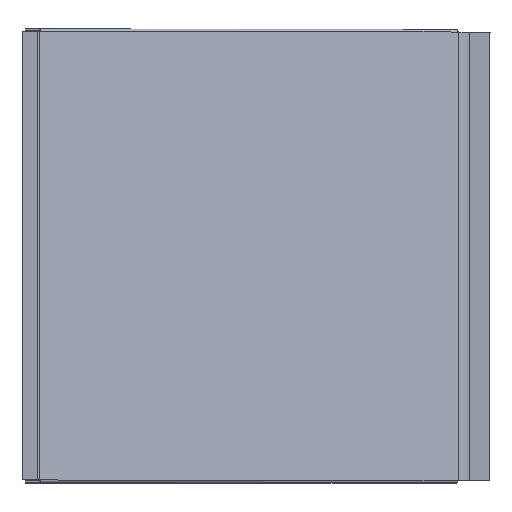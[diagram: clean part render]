
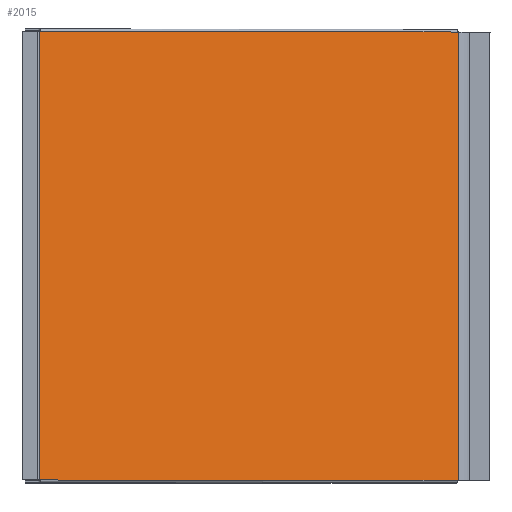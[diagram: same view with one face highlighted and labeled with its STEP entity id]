
A CAD part, top view. The second image highlights one B-rep face of the part: STEP entity #2015.
In plain terms, the highlighted planar face has unit normal (0.54, 0, 0.842).
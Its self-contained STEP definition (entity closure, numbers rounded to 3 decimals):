
#866=ORIENTED_EDGE('',*,*,#1187,.T.);
#867=ORIENTED_EDGE('',*,*,#1188,.T.);
#868=ORIENTED_EDGE('',*,*,#1189,.T.);
#869=ORIENTED_EDGE('',*,*,#1190,.T.);
#870=ORIENTED_EDGE('',*,*,#1172,.T.);
#871=ORIENTED_EDGE('',*,*,#1183,.T.);
#1172=EDGE_CURVE('',#1328,#1332,#1429,.T.);
#1183=EDGE_CURVE('',#1332,#1342,#1436,.T.);
#1187=EDGE_CURVE('',#1342,#1344,#1439,.T.);
#1188=EDGE_CURVE('',#1344,#1345,#1440,.F.);
#1189=EDGE_CURVE('',#1345,#1346,#1441,.F.);
#1190=EDGE_CURVE('',#1346,#1328,#1442,.T.);
#1328=VERTEX_POINT('',#3160);
#1332=VERTEX_POINT('',#3175);
#1342=VERTEX_POINT('',#3201);
#1344=VERTEX_POINT('',#3209);
#1345=VERTEX_POINT('',#3211);
#1346=VERTEX_POINT('',#3213);
#1429=LINE('',#3177,#1623);
#1436=LINE('',#3202,#1630);
#1439=LINE('',#3208,#1633);
#1440=LINE('',#3210,#1634);
#1441=LINE('',#3212,#1635);
#1442=LINE('',#3214,#1636);
#1623=VECTOR('',#2605,1000.);
#1630=VECTOR('',#2622,1000.);
#1633=VECTOR('',#2629,1000.);
#1634=VECTOR('',#2630,1000.);
#1635=VECTOR('',#2631,1000.);
#1636=VECTOR('',#2632,1000.);
#1807=EDGE_LOOP('',(#866,#867,#868,#869,#870,#871));
#1873=FACE_BOUND('',#1807,.T.);
#1937=PLANE('',#2400);
#2015=ADVANCED_FACE('',(#1873),#1937,.T.);
#2400=AXIS2_PLACEMENT_3D('',#3207,#2627,#2628);
#2605=DIRECTION('',(-0.842,0.,0.54));
#2622=DIRECTION('',(-0.842,0.,0.54));
#2627=DIRECTION('',(0.54,0.,0.842));
#2628=DIRECTION('',(0.842,0.,-0.54));
#2629=DIRECTION('',(0.,-1.,0.));
#2630=DIRECTION('',(-0.842,0.,0.54));
#2631=DIRECTION('',(-0.842,0.,0.54));
#2632=DIRECTION('',(0.,1.,0.));
#3160=CARTESIAN_POINT('',(511.195,450.686,889.825));
#3175=CARTESIAN_POINT('',(37.831,450.686,1193.294));
#3177=CARTESIAN_POINT('',(517.364,450.686,885.87));
#3201=CARTESIAN_POINT('',(36.533,450.686,1194.126));
#3202=CARTESIAN_POINT('',(517.364,450.686,885.87));
#3207=CARTESIAN_POINT('',(553.196,0.,862.899));
#3208=CARTESIAN_POINT('',(36.533,450.686,1194.126));
#3209=CARTESIAN_POINT('',(36.533,-57.314,1194.126));
#3210=CARTESIAN_POINT('',(517.364,-57.314,885.87));
#3211=CARTESIAN_POINT('',(37.831,-57.314,1193.294));
#3212=CARTESIAN_POINT('',(517.364,-57.314,885.87));
#3213=CARTESIAN_POINT('',(511.195,-57.314,889.825));
#3214=CARTESIAN_POINT('',(511.195,196.686,889.825));
